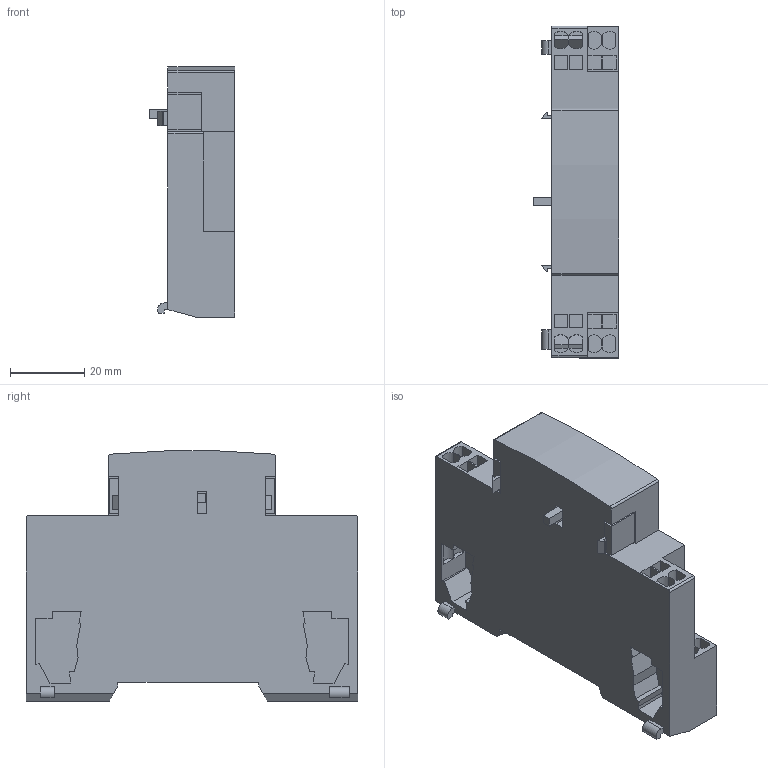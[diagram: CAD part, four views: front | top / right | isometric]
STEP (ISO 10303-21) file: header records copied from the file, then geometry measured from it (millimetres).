
FILE_DESCRIPTION(('STEP AP214'),'1');
FILE_NAME('cctmp_AF3F14E3-CEFA-4555-BC3F-8A12B4DCDCA9_2023_07_21_11_31_29_0164..stp','2023-07-21T09:31:29',('SIEMENS A&D'),('CADClick - www.CADClick.com'),'Spatial InterOp 3D postprocessed',' ','unknown authorization');
FILE_SCHEMA(('AUTOMOTIVE_DESIGN'));
Length unit declared in the file: millimetre
Products named in the file (1): 2023_07_21_11_31_29_0148
Bounding box: 23 x 89.4 x 67.39 mm (x, y, z)
Volume: 77251.8 mm3; surface area: 21490 mm2
Topology: 1 solids, 1 shells, 190 faces, 526 edges, 348 vertices
Faces by surface type: plane 167, cylinder 23
Entity records: 10098 total; most frequent: STYLED_ITEM 1065, PRESENTATION_STYLE_ASSIGNMENT 1065, CARTESIAN_POINT 1065, ORIENTED_EDGE 1052, DIRECTION 958, EDGE_CURVE 526, CURVE_STYLE 526, DRAUGHTING_PRE_DEFINED_CURVE_FONT 526
